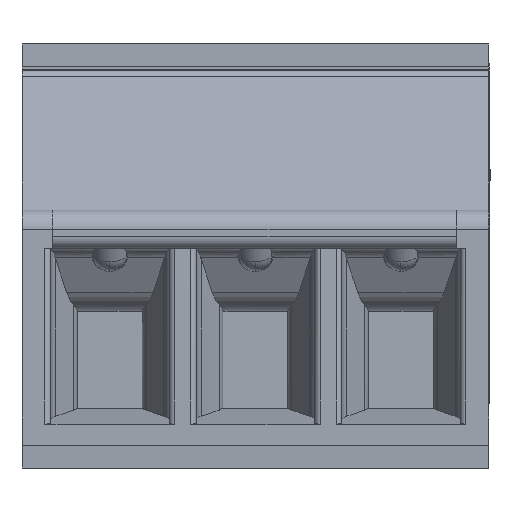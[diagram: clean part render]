
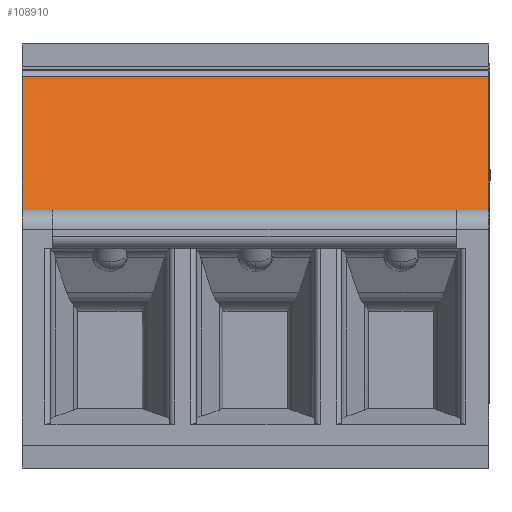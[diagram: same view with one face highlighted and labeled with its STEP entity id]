
A CAD part, front view. The second image highlights one B-rep face of the part: STEP entity #108910.
In plain terms, the highlighted face is planar.
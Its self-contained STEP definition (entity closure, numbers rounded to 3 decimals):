
#42190=CARTESIAN_POINT('',(-35.692,76.096,0.));
#42200=VERTEX_POINT('',#42190);
#42230=CARTESIAN_POINT('',(-15.302,0.,0.));
#42240=DIRECTION('',(0.259,-0.966,0.));
#42250=VECTOR('',#42240,1.);
#42260=LINE('',#42230,#42250);
#42270=CARTESIAN_POINT('',(-34.754,72.594,0.));
#42280=VERTEX_POINT('',#42270);
#42290=EDGE_CURVE('',#42200,#42280,#42260,.T.);
#108610=CARTESIAN_POINT('',(-34.754,72.594,
-25.634));
#108620=DIRECTION('',(-0.966,-0.259,
0.));
#108630=DIRECTION('',(-0.259,0.966,
0.));
#108640=AXIS2_PLACEMENT_3D('',#108610,#108620,#108630);
#108650=PLANE('',#108640);
#108660=ORIENTED_EDGE('',*,*,#42290,.T.);
#108670=CARTESIAN_POINT('',(-35.692,76.096,
-25.634));
#108680=DIRECTION('',(0.,0.,1.));
#108690=VECTOR('',#108680,1.);
#108700=LINE('',#108670,#108690);
#108710=CARTESIAN_POINT('',(-35.692,76.096,-12.22));
#108720=VERTEX_POINT('',#108710);
#108730=EDGE_CURVE('',#108720,#42200,#108700,.T.);
#108740=ORIENTED_EDGE('',*,*,#108730,.T.);
#108750=CARTESIAN_POINT('',(-33.119,66.494,-12.22));
#108760=DIRECTION('',(-0.259,0.966,
0.));
#108770=VECTOR('',#108760,1.);
#108780=LINE('',#108750,#108770);
#108790=CARTESIAN_POINT('',(-34.754,72.594,-12.22));
#108800=VERTEX_POINT('',#108790);
#108810=EDGE_CURVE('',#108800,#108720,#108780,.T.);
#108820=ORIENTED_EDGE('',*,*,#108810,.T.);
#108830=CARTESIAN_POINT('',(-34.754,72.594,-23.65));
#108840=DIRECTION('',(0.,0.,1.));
#108850=VECTOR('',#108840,1.);
#108860=LINE('',#108830,#108850);
#108870=EDGE_CURVE('',#108800,#42280,#108860,.T.);
#108880=ORIENTED_EDGE('',*,*,#108870,.F.);
#108890=EDGE_LOOP('',(#108880,#108820,#108740,#108660));
#108900=FACE_OUTER_BOUND('',#108890,.T.);
#108910=ADVANCED_FACE('',(#108900),#108650,.F.);
